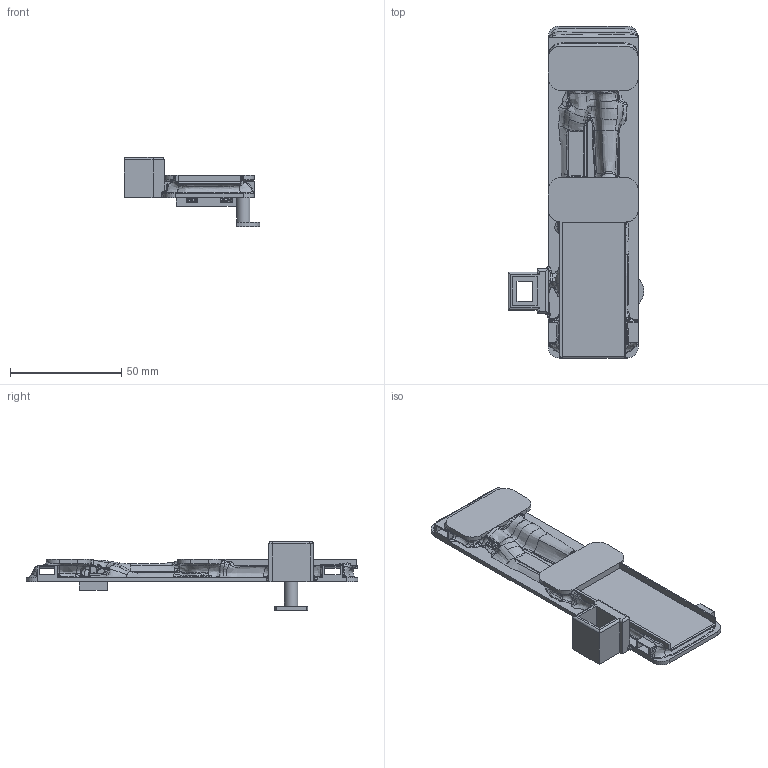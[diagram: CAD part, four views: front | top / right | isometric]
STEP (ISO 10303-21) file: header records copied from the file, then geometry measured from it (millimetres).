
FILE_DESCRIPTION(/* description */ ('','CAx-IF Rec.Pracs.---Representation and Presentation of Product Manufacturing Information (PMI)---4.0---2014-10-13'),/* implementation_level */ '2;1');
FILE_NAME(/* name */ 'Droke.step',/* time_stamp */ '2024-12-17T21:40:17+02:00',/* author */ (''),/* organization */ (''),/* preprocessor_version */ 'ST-DEVELOPER v20',/* originating_system */ 'Autodesk Translation Framework v13.20.0.188',/* authorisation */ '');
FILE_SCHEMA (('AP242_MANAGED_MODEL_BASED_3D_ENGINEERING_MIM_LF { 1 0 10303 442 1 1 4 }'));
Products named in the file (1): Droke_V2
Bounding box: 60.97 x 149 x 31 mm (x, y, z)
Volume: 36938.6 mm3; surface area: 23342 mm2
Topology: 1 solids, 1 shells, 518 faces, 1364 edges, 849 vertices
Faces by surface type: bspline 346, plane 145, cylinder 27
Full cylindrical faces by diameter (mm): 6 x1
Entity records: 91142 total; most frequent: CARTESIAN_POINT 81427, ORIENTED_EDGE 2728, EDGE_CURVE 1364, B_SPLINE_CURVE_WITH_KNOTS 1011, VERTEX_POINT 849, DIRECTION 745, EDGE_LOOP 533, FACE_OUTER_BOUND 518
